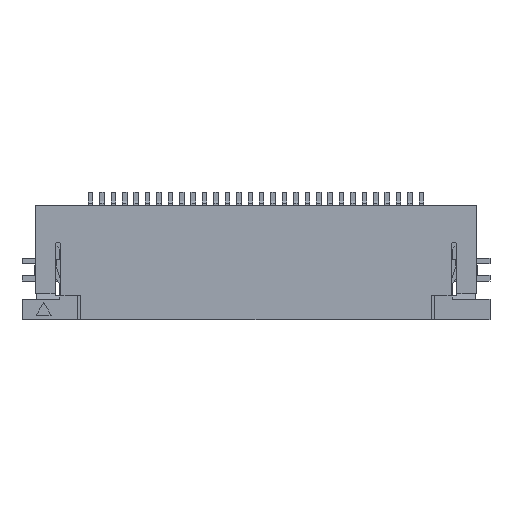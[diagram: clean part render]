
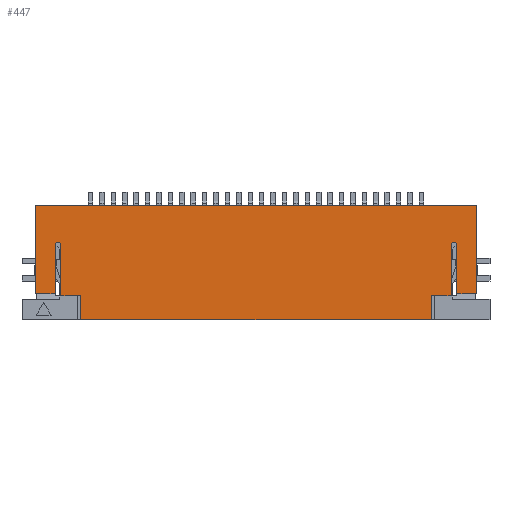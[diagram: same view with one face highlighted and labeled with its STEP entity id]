
A CAD part, top view. The second image highlights one B-rep face of the part: STEP entity #447.
In plain terms, the highlighted planar face has unit normal (0, 0, 1).
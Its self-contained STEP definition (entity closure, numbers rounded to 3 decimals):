
#216=CIRCLE('',#34458,0.125);
#217=CIRCLE('',#34459,0.125);
#447=ADVANCED_FACE('',(#3755),#2149,.T.);
#2149=PLANE('',#34460);
#3755=FACE_OUTER_BOUND('',#5453,.T.);
#5453=EDGE_LOOP('',(#7670,#7671,#7672,#7673,#7674,#7675,#7676,#7677,#7678,
#7679,#7680,#7681,#7682,#7683,#7684,#7685));
#7670=ORIENTED_EDGE('',*,*,#20619,.F.);
#7671=ORIENTED_EDGE('',*,*,#20620,.F.);
#7672=ORIENTED_EDGE('',*,*,#20621,.F.);
#7673=ORIENTED_EDGE('',*,*,#20254,.T.);
#7674=ORIENTED_EDGE('',*,*,#20481,.T.);
#7675=ORIENTED_EDGE('',*,*,#20282,.T.);
#7676=ORIENTED_EDGE('',*,*,#20616,.T.);
#7677=ORIENTED_EDGE('',*,*,#20215,.T.);
#7678=ORIENTED_EDGE('',*,*,#20622,.F.);
#7679=ORIENTED_EDGE('',*,*,#20623,.F.);
#7680=ORIENTED_EDGE('',*,*,#20624,.F.);
#7681=ORIENTED_EDGE('',*,*,#20227,.T.);
#7682=ORIENTED_EDGE('',*,*,#20433,.T.);
#7683=ORIENTED_EDGE('',*,*,#20278,.T.);
#7684=ORIENTED_EDGE('',*,*,#20435,.T.);
#7685=ORIENTED_EDGE('',*,*,#20231,.T.);
#16979=VERTEX_POINT('',#44892);
#16980=VERTEX_POINT('',#44894);
#16991=VERTEX_POINT('',#44917);
#16992=VERTEX_POINT('',#44919);
#16995=VERTEX_POINT('',#44926);
#16996=VERTEX_POINT('',#44928);
#17016=VERTEX_POINT('',#44973);
#17017=VERTEX_POINT('',#44975);
#17040=VERTEX_POINT('',#45027);
#17041=VERTEX_POINT('',#45029);
#17044=VERTEX_POINT('',#45036);
#17045=VERTEX_POINT('',#45038);
#17348=VERTEX_POINT('',#45699);
#17349=VERTEX_POINT('',#45701);
#17350=VERTEX_POINT('',#45704);
#17351=VERTEX_POINT('',#45706);
#20215=EDGE_CURVE('',#16980,#16979,#25093,.T.);
#20227=EDGE_CURVE('',#16992,#16991,#25105,.T.);
#20231=EDGE_CURVE('',#16996,#16995,#25109,.T.);
#20254=EDGE_CURVE('',#17017,#17016,#25132,.T.);
#20278=EDGE_CURVE('',#17041,#17040,#25156,.T.);
#20282=EDGE_CURVE('',#17045,#17044,#25160,.T.);
#20433=EDGE_CURVE('',#16991,#17041,#25310,.T.);
#20435=EDGE_CURVE('',#17040,#16996,#25311,.T.);
#20481=EDGE_CURVE('',#17016,#17045,#25357,.T.);
#20616=EDGE_CURVE('',#17044,#16980,#25492,.T.);
#20619=EDGE_CURVE('',#17348,#16995,#25495,.T.);
#20620=EDGE_CURVE('',#17349,#17348,#216,.T.);
#20621=EDGE_CURVE('',#17017,#17349,#25496,.T.);
#20622=EDGE_CURVE('',#17350,#16979,#25497,.T.);
#20623=EDGE_CURVE('',#17351,#17350,#217,.T.);
#20624=EDGE_CURVE('',#16992,#17351,#25498,.T.);
#25093=LINE('',#44893,#29779);
#25105=LINE('',#44918,#29791);
#25109=LINE('',#44927,#29795);
#25132=LINE('',#44974,#29818);
#25156=LINE('',#45028,#29842);
#25160=LINE('',#45037,#29846);
#25310=LINE('',#45334,#29996);
#25311=LINE('',#45338,#29997);
#25357=LINE('',#45424,#30043);
#25492=LINE('',#45693,#30178);
#25495=LINE('',#45698,#30181);
#25496=LINE('',#45702,#30182);
#25497=LINE('',#45703,#30183);
#25498=LINE('',#45707,#30184);
#29779=VECTOR('',#36378,1.);
#29791=VECTOR('',#36392,1.);
#29795=VECTOR('',#36398,1.);
#29818=VECTOR('',#36427,1.);
#29842=VECTOR('',#36463,1.);
#29846=VECTOR('',#36469,1.);
#29996=VECTOR('',#36625,1.);
#29997=VECTOR('',#36630,1.);
#30043=VECTOR('',#36702,1.);
#30178=VECTOR('',#36845,1.);
#30181=VECTOR('',#36850,1.);
#30182=VECTOR('',#36853,1.);
#30183=VECTOR('',#36854,1.);
#30184=VECTOR('',#36857,1.);
#34458=AXIS2_PLACEMENT_3D('',#45700,#36851,#36852);
#34459=AXIS2_PLACEMENT_3D('',#45705,#36855,#36856);
#34460=AXIS2_PLACEMENT_3D('',#45708,#36858,#36859);
#36378=DIRECTION('',(1.,0.,0.));
#36392=DIRECTION('',(1.,0.,0.));
#36398=DIRECTION('',(1.,0.,0.));
#36427=DIRECTION('',(1.,0.,0.));
#36463=DIRECTION('',(1.,0.,0.));
#36469=DIRECTION('',(-1.,0.,0.));
#36625=DIRECTION('',(0.,-1.,0.));
#36630=DIRECTION('',(0.,1.,0.));
#36702=DIRECTION('',(0.,1.,0.));
#36845=DIRECTION('',(0.,-1.,0.));
#36850=DIRECTION('',(0.,-1.,0.));
#36851=DIRECTION('',(0.,0.,1.));
#36852=DIRECTION('',(1.,0.,0.));
#36853=DIRECTION('',(0.,1.,0.));
#36854=DIRECTION('',(0.,-1.,0.));
#36855=DIRECTION('',(0.,0.,1.));
#36856=DIRECTION('',(-1.,0.,0.));
#36857=DIRECTION('',(0.,1.,0.));
#36858=DIRECTION('',(0.,0.,1.));
#36859=DIRECTION('',(1.,0.,0.));
#44892=CARTESIAN_POINT('',(-8.8,1.15,2.));
#44893=CARTESIAN_POINT('',(-9.65,1.15,2.));
#44894=CARTESIAN_POINT('',(-9.65,1.15,2.));
#44917=CARTESIAN_POINT('',(-7.675,1.05,2.));
#44918=CARTESIAN_POINT('',(-8.6,1.05,2.));
#44919=CARTESIAN_POINT('',(-8.55,1.05,2.));
#44926=CARTESIAN_POINT('',(8.55,1.05,2.));
#44927=CARTESIAN_POINT('',(7.675,1.05,2.));
#44928=CARTESIAN_POINT('',(7.675,1.05,2.));
#44973=CARTESIAN_POINT('',(9.65,1.15,2.));
#44974=CARTESIAN_POINT('',(8.6,1.15,2.));
#44975=CARTESIAN_POINT('',(8.8,1.15,2.));
#45027=CARTESIAN_POINT('',(7.675,0.,2.));
#45028=CARTESIAN_POINT('',(-7.675,0.,2.));
#45029=CARTESIAN_POINT('',(-7.675,0.,2.));
#45036=CARTESIAN_POINT('',(-9.65,5.,2.));
#45037=CARTESIAN_POINT('',(9.65,5.,2.));
#45038=CARTESIAN_POINT('',(9.65,5.,2.));
#45334=CARTESIAN_POINT('',(-7.675,1.05,2.));
#45338=CARTESIAN_POINT('',(7.675,0.,2.));
#45424=CARTESIAN_POINT('',(9.65,1.15,2.));
#45693=CARTESIAN_POINT('',(-9.65,5.,2.));
#45698=CARTESIAN_POINT('',(8.55,3.275,2.));
#45699=CARTESIAN_POINT('',(8.55,3.275,2.));
#45700=CARTESIAN_POINT('',(8.675,3.275,2.));
#45701=CARTESIAN_POINT('',(8.8,3.275,2.));
#45702=CARTESIAN_POINT('',(8.8,1.05,2.));
#45703=CARTESIAN_POINT('',(-8.8,3.275,2.));
#45704=CARTESIAN_POINT('',(-8.8,3.275,2.));
#45705=CARTESIAN_POINT('',(-8.675,3.275,2.));
#45706=CARTESIAN_POINT('',(-8.55,3.275,2.));
#45707=CARTESIAN_POINT('',(-8.55,1.05,2.));
#45708=CARTESIAN_POINT('',(0.,0.,2.));
